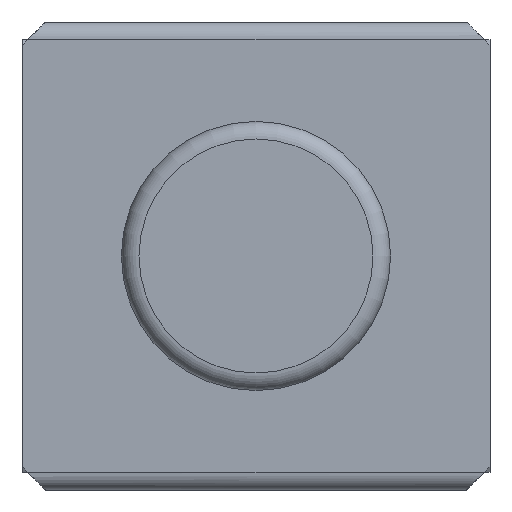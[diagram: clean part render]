
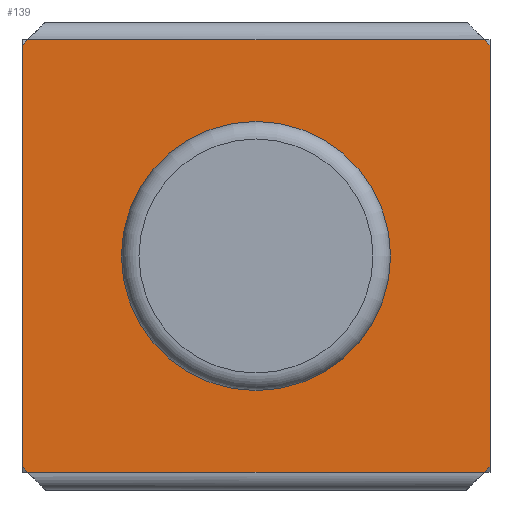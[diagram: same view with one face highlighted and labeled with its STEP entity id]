
A CAD part, front view. The second image highlights one B-rep face of the part: STEP entity #139.
In plain terms, the highlighted planar face has unit normal (0, -1, 0).
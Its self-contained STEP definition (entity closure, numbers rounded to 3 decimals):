
#139 = ADVANCED_FACE( '', ( #330, #331 ), #332, .F. );
#330 = FACE_BOUND( '', #768, .T. );
#331 = FACE_OUTER_BOUND( '', #769, .T. );
#332 = PLANE( '', #770 );
#768 = EDGE_LOOP( '', ( #1248 ) );
#769 = EDGE_LOOP( '', ( #1249, #1250, #1251, #1252, #1253, #1254, #1255, #1256 ) );
#770 = AXIS2_PLACEMENT_3D( '', #1257, #1258, #1259 );
#1248 = ORIENTED_EDGE( '', *, *, #2535, .F. );
#1249 = ORIENTED_EDGE( '', *, *, #2536, .F. );
#1250 = ORIENTED_EDGE( '', *, *, #2525, .T. );
#1251 = ORIENTED_EDGE( '', *, *, #2537, .F. );
#1252 = ORIENTED_EDGE( '', *, *, #2538, .F. );
#1253 = ORIENTED_EDGE( '', *, *, #2539, .F. );
#1254 = ORIENTED_EDGE( '', *, *, #2527, .F. );
#1255 = ORIENTED_EDGE( '', *, *, #2540, .F. );
#1256 = ORIENTED_EDGE( '', *, *, #2541, .F. );
#1257 = CARTESIAN_POINT( '', ( 0., -12., 0. ) );
#1258 = DIRECTION( '', ( 0., 1., 0. ) );
#1259 = DIRECTION( '', ( 0., 0., 1. ) );
#2525 = EDGE_CURVE( '', #2933, #2931, #2934, .F. );
#2527 = EDGE_CURVE( '', #2936, #2937, #2938, .F. );
#2535 = EDGE_CURVE( '', #2951, #2951, #2952, .F. );
#2536 = EDGE_CURVE( '', #2933, #2953, #2954, .T. );
#2537 = EDGE_CURVE( '', #2955, #2931, #2956, .T. );
#2538 = EDGE_CURVE( '', #2957, #2955, #2958, .T. );
#2539 = EDGE_CURVE( '', #2937, #2957, #2959, .T. );
#2540 = EDGE_CURVE( '', #2960, #2936, #2961, .T. );
#2541 = EDGE_CURVE( '', #2953, #2960, #2962, .T. );
#2931 = VERTEX_POINT( '', #3659 );
#2933 = VERTEX_POINT( '', #3661 );
#2934 = LINE( '', #3662, #3663 );
#2936 = VERTEX_POINT( '', #3665 );
#2937 = VERTEX_POINT( '', #3666 );
#2938 = LINE( '', #3667, #3668 );
#2951 = VERTEX_POINT( '', #3686 );
#2952 = CIRCLE( '', #3687, 11.5 );
#2953 = VERTEX_POINT( '', #3688 );
#2954 = LINE( '', #3689, #3690 );
#2955 = VERTEX_POINT( '', #3691 );
#2956 = LINE( '', #3692, #3693 );
#2957 = VERTEX_POINT( '', #3694 );
#2958 = LINE( '', #3695, #3696 );
#2959 = LINE( '', #3697, #3698 );
#2960 = VERTEX_POINT( '', #3699 );
#2961 = LINE( '', #3700, #3701 );
#2962 = LINE( '', #3702, #3703 );
#3659 = CARTESIAN_POINT( '', ( 19.5, -12., -18.5 ) );
#3661 = CARTESIAN_POINT( '', ( -19.5, -12., -18.5 ) );
#3662 = CARTESIAN_POINT( '', ( 25., -12., -18.5 ) );
#3663 = VECTOR( '', #4584, 1000. );
#3665 = CARTESIAN_POINT( '', ( -19.5, -12., 18.5 ) );
#3666 = CARTESIAN_POINT( '', ( 19.5, -12., 18.5 ) );
#3667 = CARTESIAN_POINT( '', ( 25., -12., 18.5 ) );
#3668 = VECTOR( '', #4588, 1000. );
#3686 = CARTESIAN_POINT( '', ( 0., -12., 11.5 ) );
#3687 = AXIS2_PLACEMENT_3D( '', #4600, #4601, #4602 );
#3688 = CARTESIAN_POINT( '', ( -20., -12., -18. ) );
#3689 = CARTESIAN_POINT( '', ( -18., -12., -20. ) );
#3690 = VECTOR( '', #4603, 1000. );
#3691 = CARTESIAN_POINT( '', ( 20., -12., -18. ) );
#3692 = CARTESIAN_POINT( '', ( 20., -12., -18. ) );
#3693 = VECTOR( '', #4604, 1000. );
#3694 = CARTESIAN_POINT( '', ( 20., -12., 18. ) );
#3695 = CARTESIAN_POINT( '', ( 20., -12., 18. ) );
#3696 = VECTOR( '', #4605, 1000. );
#3697 = CARTESIAN_POINT( '', ( 18., -12., 20. ) );
#3698 = VECTOR( '', #4606, 1000. );
#3699 = CARTESIAN_POINT( '', ( -20., -12., 18. ) );
#3700 = CARTESIAN_POINT( '', ( -20., -12., 18. ) );
#3701 = VECTOR( '', #4607, 1000. );
#3702 = CARTESIAN_POINT( '', ( -20., -12., -18. ) );
#3703 = VECTOR( '', #4608, 1000. );
#4584 = DIRECTION( '', ( -1., 0., 0. ) );
#4588 = DIRECTION( '', ( -1., 0., 0. ) );
#4600 = CARTESIAN_POINT( '', ( 0., -12., 0. ) );
#4601 = DIRECTION( '', ( 0., 1., 0. ) );
#4602 = DIRECTION( '', ( 0., 0., 1. ) );
#4603 = DIRECTION( '', ( -0.707, 0., 0.707 ) );
#4604 = DIRECTION( '', ( -0.707, 0., -0.707 ) );
#4605 = DIRECTION( '', ( 0., 0., -1. ) );
#4606 = DIRECTION( '', ( 0.707, 0., -0.707 ) );
#4607 = DIRECTION( '', ( 0.707, 0., 0.707 ) );
#4608 = DIRECTION( '', ( 0., 0., 1. ) );
